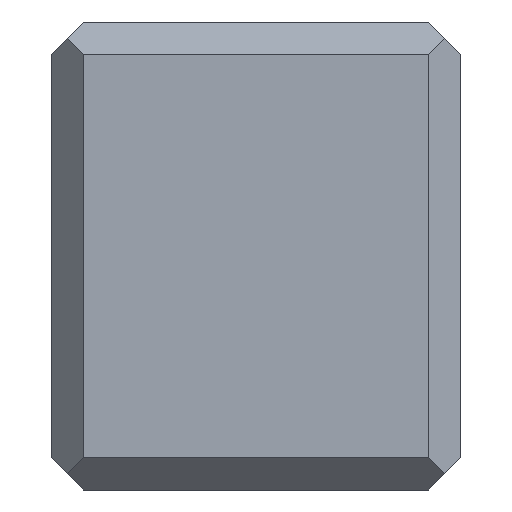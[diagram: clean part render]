
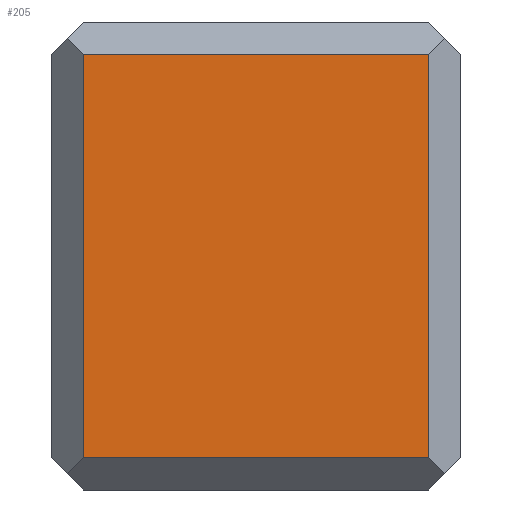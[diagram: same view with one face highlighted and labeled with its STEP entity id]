
A CAD part, left-side view. The second image highlights one B-rep face of the part: STEP entity #205.
In plain terms, the highlighted planar face has unit normal (-1, 0, 0).
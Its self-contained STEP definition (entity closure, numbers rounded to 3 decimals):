
#171=EDGE_CURVE('',#389,#245,#445,.T.);
#205=ADVANCED_FACE('',(#482),#483,.T.);
#237=EDGE_CURVE('',#327,#245,#516,.T.);
#245=VERTEX_POINT('',#524);
#303=EDGE_CURVE('',#405,#327,#592,.T.);
#327=VERTEX_POINT('',#617);
#381=EDGE_CURVE('',#389,#405,#676,.T.);
#389=VERTEX_POINT('',#685);
#405=VERTEX_POINT('',#704);
#445=LINE('',#742,#743);
#482=FACE_OUTER_BOUND('',#791,.T.);
#483=PLANE('',#792);
#516=LINE('',#843,#844);
#524=CARTESIAN_POINT('',(-13.0,10.7,27.0));
#592=LINE('',#949,#950);
#617=CARTESIAN_POINT('',(-13.0,-10.7,27.0));
#676=LINE('',#1072,#1073);
#685=CARTESIAN_POINT('',(-13.0,10.7,2.0));
#704=CARTESIAN_POINT('',(-13.0,-10.7,2.0));
#742=CARTESIAN_POINT('',(-13.0,10.7,0.0));
#743=VECTOR('',#1124,1.0);
#791=EDGE_LOOP('',(#1174,#1175,#1176,#1177));
#792=AXIS2_PLACEMENT_3D('',#1178,#1179,#1180);
#843=CARTESIAN_POINT('',(-13.0,-11.7,27.0));
#844=VECTOR('',#1200,1.0);
#949=CARTESIAN_POINT('',(-13.0,-10.7,0.0));
#950=VECTOR('',#1306,1.0);
#1072=CARTESIAN_POINT('',(-13.0,-11.7,2.));
#1073=VECTOR('',#1374,1.0);
#1124=DIRECTION('',(0.0,0.0,1.0));
#1174=ORIENTED_EDGE('',*,*,#381,.T.);
#1175=ORIENTED_EDGE('',*,*,#303,.T.);
#1176=ORIENTED_EDGE('',*,*,#237,.T.);
#1177=ORIENTED_EDGE('',*,*,#171,.F.);
#1178=CARTESIAN_POINT('',(-13.0,-10.7,0.0));
#1179=DIRECTION('',(-1.0,0.0,0.0));
#1180=DIRECTION('',(0.0,0.0,1.0));
#1200=DIRECTION('',(0.0,1.0,0.0));
#1306=DIRECTION('',(0.0,0.0,1.0));
#1374=DIRECTION('',(0.0,-1.0,0.0));
